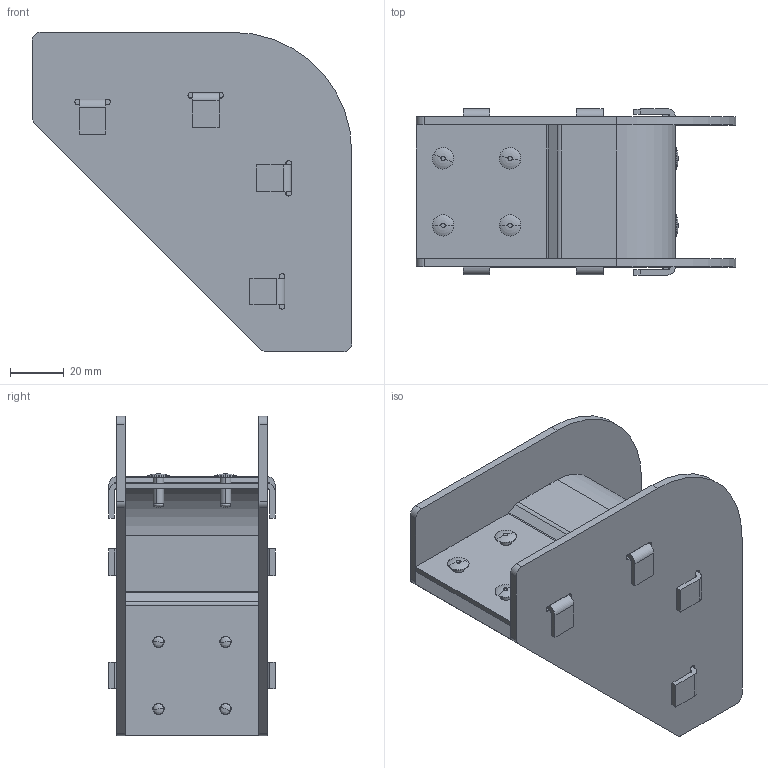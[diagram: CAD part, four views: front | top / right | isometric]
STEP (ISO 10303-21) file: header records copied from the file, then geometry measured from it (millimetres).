
FILE_DESCRIPTION(/* description */ ('Alibre Inc.'),/* implementation_level */ '2;1');
FILE_NAME(/* name */ 'export-9CF19B2D-A023-4F9D-A5A3-B0467724B8B3',/* time_stamp */ '2022-04-11T22:50:57+03:00',/* author */ (''),/* organization */ (''),/* preprocessor_version */ 'ST-DEVELOPER v17',/* originating_system */ 'Alibre',/* authorisation */ '');
FILE_SCHEMA (('CONFIG_CONTROL_DESIGN'));
Length unit declared in the file: millimetre
Bounding box: 119.2 x 62 x 119.2 mm (x, y, z)
Volume: 81834.7 mm3; surface area: 67341.3 mm2
Topology: 11 solids, 11 shells, 274 faces, 684 edges, 432 vertices
Faces by surface type: plane 118, cylinder 108, torus 32, bspline 16
Full cylindrical faces by diameter (mm): 4.2 x8
Entity records: 5171 total; most frequent: CARTESIAN_POINT 846, ORIENTED_EDGE 772, DIRECTION 734, EDGE_CURVE 386, AXIS2_PLACEMENT_3D 275, VECTOR 270, LINE 270, VERTEX_POINT 261
